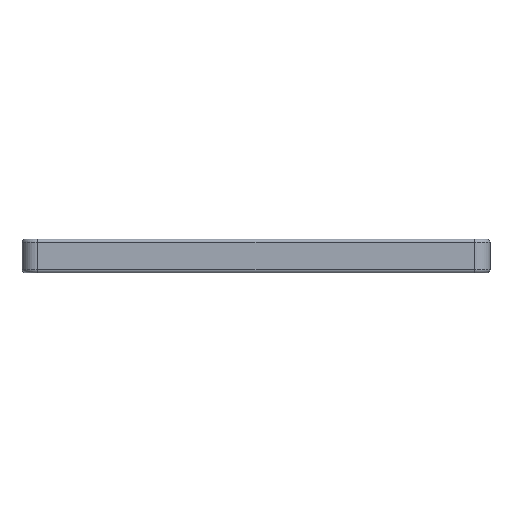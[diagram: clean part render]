
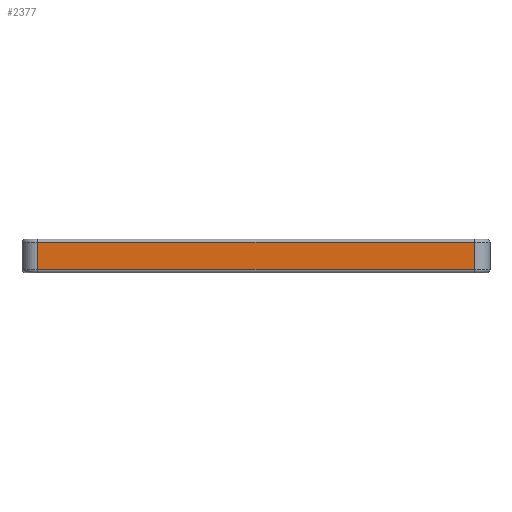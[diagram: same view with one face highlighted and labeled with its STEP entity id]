
A CAD part, left-side view. The second image highlights one B-rep face of the part: STEP entity #2377.
In plain terms, the highlighted planar face has unit normal (-1, 0, 0).
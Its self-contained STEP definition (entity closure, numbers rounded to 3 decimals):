
#290 = CYLINDRICAL_SURFACE('',#291,5.);
#291 = AXIS2_PLACEMENT_3D('',#292,#293,#294);
#292 = CARTESIAN_POINT('',(-31.9,-69.7,0.));
#293 = DIRECTION('',(-0.,-0.,-1.));
#294 = DIRECTION('',(1.,0.,0.));
#1045 = EDGE_CURVE('',#1046,#1048,#1050,.T.);
#1046 = VERTEX_POINT('',#1047);
#1047 = CARTESIAN_POINT('',(-36.9,-69.7,1.));
#1048 = VERTEX_POINT('',#1049);
#1049 = CARTESIAN_POINT('',(-36.9,-69.7,9.7));
#1050 = SURFACE_CURVE('',#1051,(#1055,#1062),.PCURVE_S1.);
#1051 = LINE('',#1052,#1053);
#1052 = CARTESIAN_POINT('',(-36.9,-69.7,0.));
#1053 = VECTOR('',#1054,1.);
#1054 = DIRECTION('',(0.,0.,1.));
#1055 = PCURVE('',#290,#1056);
#1056 = DEFINITIONAL_REPRESENTATION('',(#1057),#1061);
#1057 = LINE('',#1058,#1059);
#1058 = CARTESIAN_POINT('',(-3.142,0.));
#1059 = VECTOR('',#1060,1.);
#1060 = DIRECTION('',(-0.,-1.));
#1061 = ( GEOMETRIC_REPRESENTATION_CONTEXT(2) 
PARAMETRIC_REPRESENTATION_CONTEXT() REPRESENTATION_CONTEXT('2D SPACE',''
  ) );
#1062 = PCURVE('',#1063,#1068);
#1063 = PLANE('',#1064);
#1064 = AXIS2_PLACEMENT_3D('',#1065,#1066,#1067);
#1065 = CARTESIAN_POINT('',(-36.9,-69.7,0.));
#1066 = DIRECTION('',(-1.,0.,0.));
#1067 = DIRECTION('',(0.,1.,0.));
#1068 = DEFINITIONAL_REPRESENTATION('',(#1069),#1073);
#1069 = LINE('',#1070,#1071);
#1070 = CARTESIAN_POINT('',(0.,0.));
#1071 = VECTOR('',#1072,1.);
#1072 = DIRECTION('',(0.,-1.));
#1073 = ( GEOMETRIC_REPRESENTATION_CONTEXT(2) 
PARAMETRIC_REPRESENTATION_CONTEXT() REPRESENTATION_CONTEXT('2D SPACE',''
  ) );
#2377 = ADVANCED_FACE('',(#2378),#1063,.T.);
#2378 = FACE_BOUND('',#2379,.T.);
#2379 = EDGE_LOOP('',(#2380,#2381,#2409,#2437));
#2380 = ORIENTED_EDGE('',*,*,#1045,.T.);
#2381 = ORIENTED_EDGE('',*,*,#2382,.T.);
#2382 = EDGE_CURVE('',#1048,#2383,#2385,.T.);
#2383 = VERTEX_POINT('',#2384);
#2384 = CARTESIAN_POINT('',(-36.9,69.7,9.7));
#2385 = SURFACE_CURVE('',#2386,(#2390,#2397),.PCURVE_S1.);
#2386 = LINE('',#2387,#2388);
#2387 = CARTESIAN_POINT('',(-36.9,-69.7,9.7));
#2388 = VECTOR('',#2389,1.);
#2389 = DIRECTION('',(0.,1.,0.));
#2390 = PCURVE('',#1063,#2391);
#2391 = DEFINITIONAL_REPRESENTATION('',(#2392),#2396);
#2392 = LINE('',#2393,#2394);
#2393 = CARTESIAN_POINT('',(0.,-9.7));
#2394 = VECTOR('',#2395,1.);
#2395 = DIRECTION('',(1.,0.));
#2396 = ( GEOMETRIC_REPRESENTATION_CONTEXT(2) 
PARAMETRIC_REPRESENTATION_CONTEXT() REPRESENTATION_CONTEXT('2D SPACE',''
  ) );
#2397 = PCURVE('',#2398,#2403);
#2398 = CYLINDRICAL_SURFACE('',#2399,1.);
#2399 = AXIS2_PLACEMENT_3D('',#2400,#2401,#2402);
#2400 = CARTESIAN_POINT('',(-35.9,-69.7,9.7));
#2401 = DIRECTION('',(0.,1.,0.));
#2402 = DIRECTION('',(-1.,0.,0.));
#2403 = DEFINITIONAL_REPRESENTATION('',(#2404),#2408);
#2404 = LINE('',#2405,#2406);
#2405 = CARTESIAN_POINT('',(0.,0.));
#2406 = VECTOR('',#2407,1.);
#2407 = DIRECTION('',(0.,1.));
#2408 = ( GEOMETRIC_REPRESENTATION_CONTEXT(2) 
PARAMETRIC_REPRESENTATION_CONTEXT() REPRESENTATION_CONTEXT('2D SPACE',''
  ) );
#2409 = ORIENTED_EDGE('',*,*,#2410,.F.);
#2410 = EDGE_CURVE('',#2411,#2383,#2413,.T.);
#2411 = VERTEX_POINT('',#2412);
#2412 = CARTESIAN_POINT('',(-36.9,69.7,1.));
#2413 = SURFACE_CURVE('',#2414,(#2418,#2425),.PCURVE_S1.);
#2414 = LINE('',#2415,#2416);
#2415 = CARTESIAN_POINT('',(-36.9,69.7,0.));
#2416 = VECTOR('',#2417,1.);
#2417 = DIRECTION('',(0.,0.,1.));
#2418 = PCURVE('',#1063,#2419);
#2419 = DEFINITIONAL_REPRESENTATION('',(#2420),#2424);
#2420 = LINE('',#2421,#2422);
#2421 = CARTESIAN_POINT('',(139.4,0.));
#2422 = VECTOR('',#2423,1.);
#2423 = DIRECTION('',(0.,-1.));
#2424 = ( GEOMETRIC_REPRESENTATION_CONTEXT(2) 
PARAMETRIC_REPRESENTATION_CONTEXT() REPRESENTATION_CONTEXT('2D SPACE',''
  ) );
#2425 = PCURVE('',#2426,#2431);
#2426 = CYLINDRICAL_SURFACE('',#2427,5.);
#2427 = AXIS2_PLACEMENT_3D('',#2428,#2429,#2430);
#2428 = CARTESIAN_POINT('',(-31.9,69.7,0.));
#2429 = DIRECTION('',(-0.,-0.,-1.));
#2430 = DIRECTION('',(1.,0.,0.));
#2431 = DEFINITIONAL_REPRESENTATION('',(#2432),#2436);
#2432 = LINE('',#2433,#2434);
#2433 = CARTESIAN_POINT('',(-3.142,0.));
#2434 = VECTOR('',#2435,1.);
#2435 = DIRECTION('',(-0.,-1.));
#2436 = ( GEOMETRIC_REPRESENTATION_CONTEXT(2) 
PARAMETRIC_REPRESENTATION_CONTEXT() REPRESENTATION_CONTEXT('2D SPACE',''
  ) );
#2437 = ORIENTED_EDGE('',*,*,#2438,.F.);
#2438 = EDGE_CURVE('',#1046,#2411,#2439,.T.);
#2439 = SURFACE_CURVE('',#2440,(#2444,#2451),.PCURVE_S1.);
#2440 = LINE('',#2441,#2442);
#2441 = CARTESIAN_POINT('',(-36.9,-69.7,1.));
#2442 = VECTOR('',#2443,1.);
#2443 = DIRECTION('',(0.,1.,0.));
#2444 = PCURVE('',#1063,#2445);
#2445 = DEFINITIONAL_REPRESENTATION('',(#2446),#2450);
#2446 = LINE('',#2447,#2448);
#2447 = CARTESIAN_POINT('',(0.,-1.));
#2448 = VECTOR('',#2449,1.);
#2449 = DIRECTION('',(1.,0.));
#2450 = ( GEOMETRIC_REPRESENTATION_CONTEXT(2) 
PARAMETRIC_REPRESENTATION_CONTEXT() REPRESENTATION_CONTEXT('2D SPACE',''
  ) );
#2451 = PCURVE('',#2452,#2457);
#2452 = CYLINDRICAL_SURFACE('',#2453,1.);
#2453 = AXIS2_PLACEMENT_3D('',#2454,#2455,#2456);
#2454 = CARTESIAN_POINT('',(-35.9,-69.7,1.));
#2455 = DIRECTION('',(0.,1.,0.));
#2456 = DIRECTION('',(-1.,0.,0.));
#2457 = DEFINITIONAL_REPRESENTATION('',(#2458),#2462);
#2458 = LINE('',#2459,#2460);
#2459 = CARTESIAN_POINT('',(-0.,0.));
#2460 = VECTOR('',#2461,1.);
#2461 = DIRECTION('',(-0.,1.));
#2462 = ( GEOMETRIC_REPRESENTATION_CONTEXT(2) 
PARAMETRIC_REPRESENTATION_CONTEXT() REPRESENTATION_CONTEXT('2D SPACE',''
  ) );
